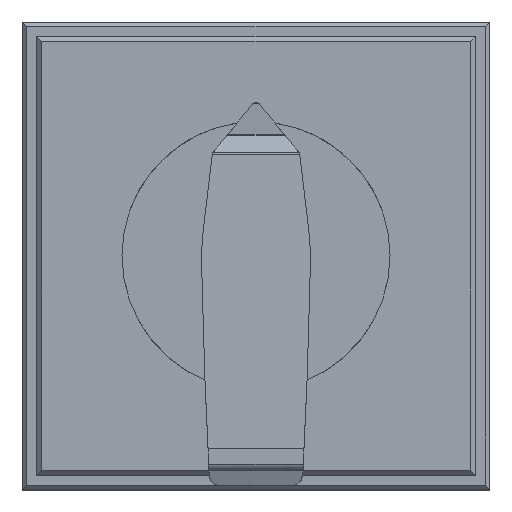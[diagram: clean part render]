
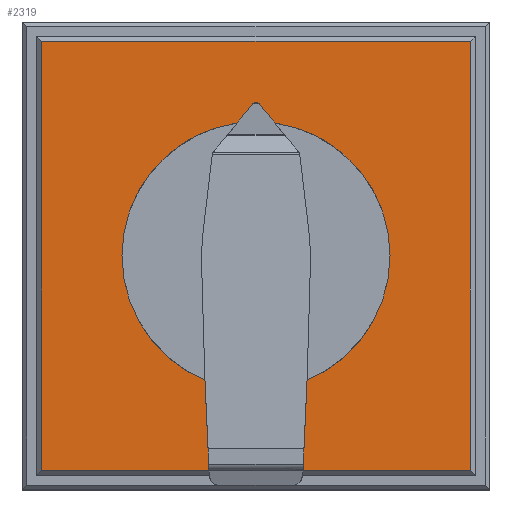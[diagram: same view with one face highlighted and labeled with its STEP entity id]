
A CAD part, top view. The second image highlights one B-rep face of the part: STEP entity #2319.
In plain terms, the highlighted planar face has unit normal (0, 0, 1).
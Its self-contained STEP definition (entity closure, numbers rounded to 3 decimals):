
#2256=CARTESIAN_POINT('',(0.5,-22.0,51.2));
#2257=VERTEX_POINT('',#2256);
#2264=CARTESIAN_POINT('',(0.5,22.,51.2));
#2265=VERTEX_POINT('',#2264);
#2266=CARTESIAN_POINT('',(0.5,-22.0,51.2));
#2267=DIRECTION('',(0.0,1.0,0.0));
#2268=VECTOR('',#2267,44.);
#2269=LINE('',#2266,#2268);
#2270=EDGE_CURVE('',#2257,#2265,#2269,.T.);
#2289=CARTESIAN_POINT('',(22.5,0.,51.2));
#2290=DIRECTION('',(0.0,0.0,1.0));
#2291=DIRECTION('',(1.0,0.0,0.0));
#2292=AXIS2_PLACEMENT_3D('',#2289,#2290,#2291);
#2293=PLANE('',#2292);
#2294=ORIENTED_EDGE('',*,*,#2270,.F.);
#2295=CARTESIAN_POINT('',(44.5,-22.0,51.2));
#2296=VERTEX_POINT('',#2295);
#2297=CARTESIAN_POINT('',(44.5,-22.0,51.2));
#2298=DIRECTION('',(-1.0,0.0,0.0));
#2299=VECTOR('',#2298,44.);
#2300=LINE('',#2297,#2299);
#2301=EDGE_CURVE('',#2296,#2257,#2300,.T.);
#2302=ORIENTED_EDGE('',*,*,#2301,.F.);
#2303=CARTESIAN_POINT('',(44.5,22.,51.2));
#2304=VERTEX_POINT('',#2303);
#2305=CARTESIAN_POINT('',(44.5,22.,51.2));
#2306=DIRECTION('',(0.0,-1.0,0.0));
#2307=VECTOR('',#2306,44.);
#2308=LINE('',#2305,#2307);
#2309=EDGE_CURVE('',#2304,#2296,#2308,.T.);
#2310=ORIENTED_EDGE('',*,*,#2309,.F.);
#2311=CARTESIAN_POINT('',(0.5,22.,51.2));
#2312=DIRECTION('',(1.0,0.0,0.0));
#2313=VECTOR('',#2312,44.);
#2314=LINE('',#2311,#2313);
#2315=EDGE_CURVE('',#2265,#2304,#2314,.T.);
#2316=ORIENTED_EDGE('',*,*,#2315,.F.);
#2317=EDGE_LOOP('',(#2294,#2302,#2310,#2316));
#2318=FACE_OUTER_BOUND('',#2317,.T.);
#2319=ADVANCED_FACE('',(#2318),#2293,.T.);
